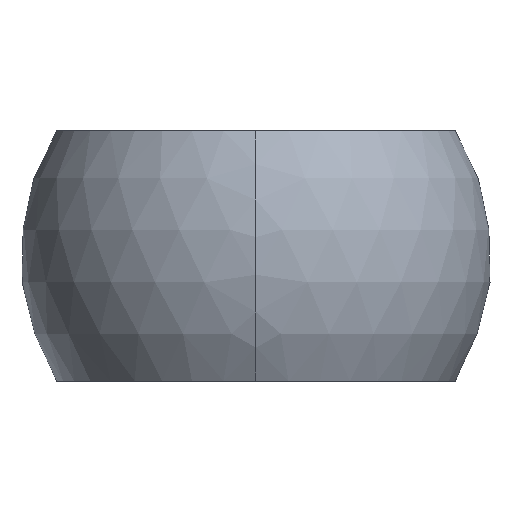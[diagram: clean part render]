
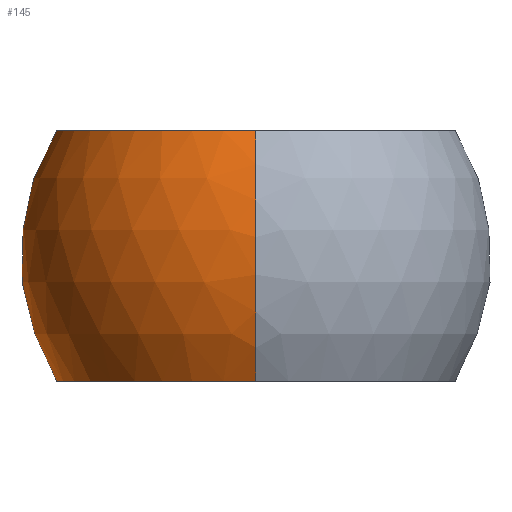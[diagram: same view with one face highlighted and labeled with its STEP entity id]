
A CAD part, left-side view. The second image highlights one B-rep face of the part: STEP entity #145.
In plain terms, the highlighted spherical face has radius 16 mm.
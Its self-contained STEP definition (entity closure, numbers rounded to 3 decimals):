
#145=ADVANCED_FACE('',(#334),#335,.T.);
#197=EDGE_CURVE('',#229,#207,#398,.T.);
#203=EDGE_CURVE('',#207,#215,#404,.T.);
#207=VERTEX_POINT('',#408);
#211=EDGE_CURVE('',#215,#247,#412,.T.);
#215=VERTEX_POINT('',#416);
#221=EDGE_CURVE('',#247,#229,#423,.T.);
#229=VERTEX_POINT('',#431);
#247=VERTEX_POINT('',#453);
#334=FACE_OUTER_BOUND('',#600,.T.);
#335=SPHERICAL_SURFACE('',#601,16.0);
#398=CIRCLE('',#732,13.555);
#404=CIRCLE('',#739,12.121);
#408=CARTESIAN_POINT('',(10.444,8.641,-8.5));
#412=CIRCLE('',#751,13.555);
#416=CARTESIAN_POINT('',(10.444,8.641,8.5));
#423=CIRCLE('',#764,16.0);
#431=CARTESIAN_POINT('',(-13.555,0.,-8.5));
#453=CARTESIAN_POINT('',(-13.555,0.,8.5));
#600=EDGE_LOOP('',(#1001,#1002,#1003,#1004));
#601=AXIS2_PLACEMENT_3D('',#1005,#1006,#1007);
#732=AXIS2_PLACEMENT_3D('',#1105,#1106,#1107);
#739=AXIS2_PLACEMENT_3D('',#1108,#1109,#1110);
#751=AXIS2_PLACEMENT_3D('',#1115,#1116,#1117);
#764=AXIS2_PLACEMENT_3D('',#1129,#1130,#1131);
#1001=ORIENTED_EDGE('',*,*,#221,.F.);
#1002=ORIENTED_EDGE('',*,*,#211,.F.);
#1003=ORIENTED_EDGE('',*,*,#203,.F.);
#1004=ORIENTED_EDGE('',*,*,#197,.F.);
#1005=CARTESIAN_POINT('',(0.0,0.0,0.0));
#1006=DIRECTION('',(0.0,0.0,1.0));
#1007=DIRECTION('',(1.0,0.0,0.0));
#1105=CARTESIAN_POINT('',(0.0,0.0,-8.5));
#1106=DIRECTION('',(-0.0,-0.0,-1.0));
#1107=DIRECTION('',(0.0,-1.0,0.0));
#1108=CARTESIAN_POINT('',(10.444,0.0,0.0));
#1109=DIRECTION('',(1.0,0.0,0.0));
#1110=DIRECTION('',(0.0,1.0,0.0));
#1115=CARTESIAN_POINT('',(0.0,0.0,8.5));
#1116=DIRECTION('',(0.0,-0.0,1.0));
#1117=DIRECTION('',(0.0,1.0,0.0));
#1129=CARTESIAN_POINT('',(0.0,0.0,0.0));
#1130=DIRECTION('',(0.,-1.0,0.0));
#1131=DIRECTION('',(0.0,0.0,1.0));
